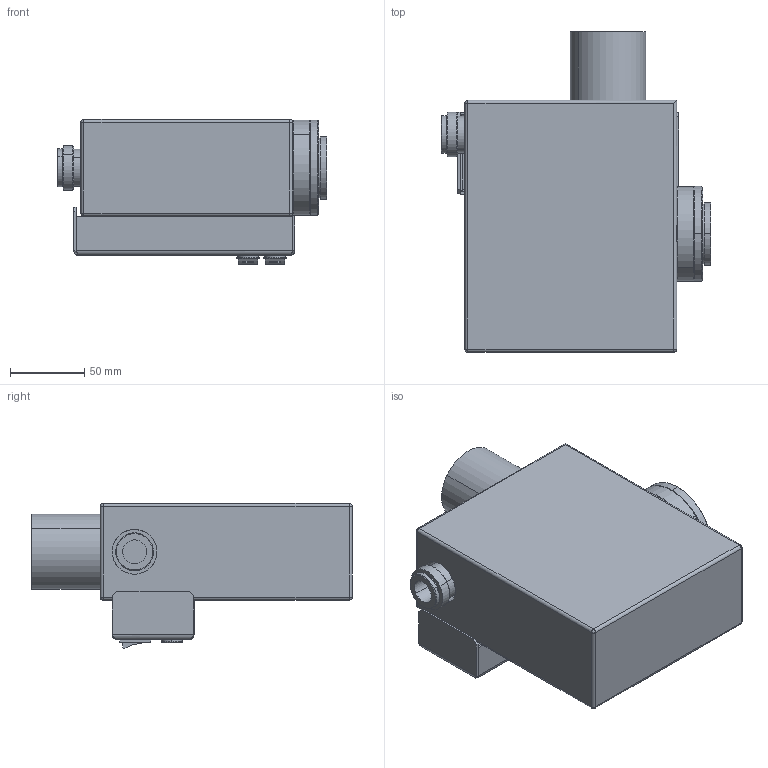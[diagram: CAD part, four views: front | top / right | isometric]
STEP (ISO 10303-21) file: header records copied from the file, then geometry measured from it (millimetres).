
FILE_DESCRIPTION (( 'STEP AP203' ), '1' );
FILE_NAME ('20101122 VolumeLISA.STEP', '2010-11-23T06:35:00', ( ' ' ), ( ' ' ), 'SwSTEP 2.0', 'SolidWorks 2006104', '' );
FILE_SCHEMA (( 'CONFIG_CONTROL_DESIGN' ));
Length unit declared in the file: millimetre
Products named in the file (9): PU0116B Coulant guidage Lisa_Défaut; 20101122 VolumeLISA; PU0105A Cale camera VIS_Défaut; PU0001 BrideM42APN_Défaut; TO0088B Calib Lisa_Défaut; BoitierLISA_Défaut; EL0010 Inter12VNeon_Défaut; EL0009 Prise12V_Défaut; BA0024A Coulant 50,8 – M42x0,75mm_Défaut
Assembly tree (10 placements, depth 2):
  20101122 VolumeLISA
    EL0009 Prise12V_Défaut  x2
    PU0105A Cale camera VIS_Défaut
    BoitierLISA_Défaut
    BA0024A Coulant 50,8 – M42x0,75mm_Défaut
    TO0088B Calib Lisa_Défaut
    PU0116B Coulant guidage Lisa_Défaut
    PU0001 BrideM42APN_Défaut
    EL0010 Inter12VNeon_Défaut  x2
Bounding box: 181.25 x 215.3 x 97.51 mm (x, y, z)
Volume: 1644419.8 mm3; surface area: 179368.4 mm2
Topology: 10 solids, 10 shells, 282 faces, 617 edges, 380 vertices
Faces by surface type: cylinder 123, plane 115, cone 26, bspline 8, sphere 6, torus 4
Entity records: 8304 total; most frequent: CARTESIAN_POINT 1844, DIRECTION 1213, ORIENTED_EDGE 1046, EDGE_CURVE 523, AXIS2_PLACEMENT_3D 475, VERTEX_POINT 322, EDGE_LOOP 305, VECTOR 263
